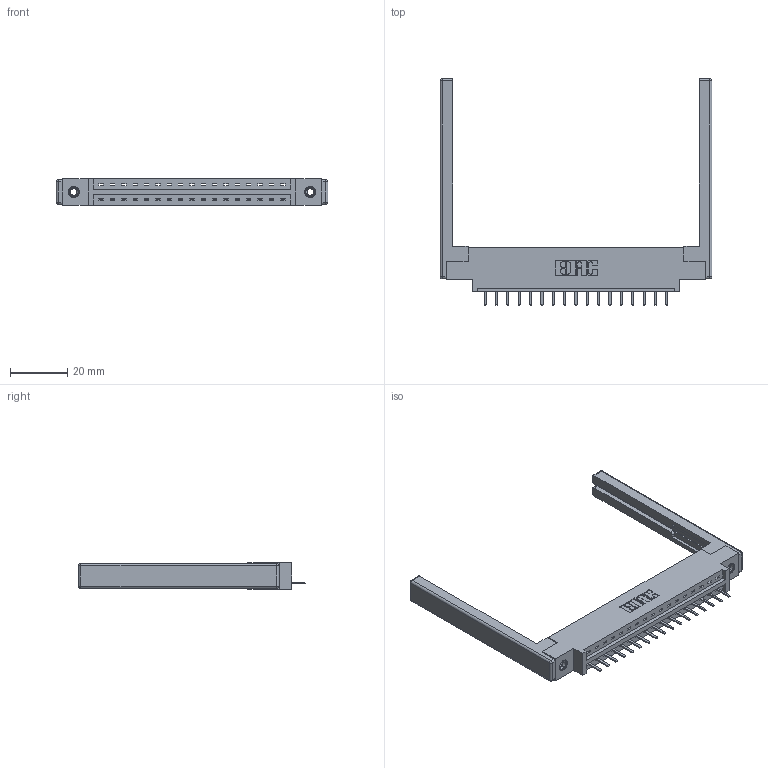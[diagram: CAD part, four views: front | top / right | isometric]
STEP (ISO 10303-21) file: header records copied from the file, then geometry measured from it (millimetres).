
FILE_DESCRIPTION (( 'STEP AP203' ), '1' );
FILE_NAME ('387-017-520-668.STEP', '2019-10-02T18:53:52', ( '' ), ( '' ), 'SwSTEP 2.0', 'SolidWorks 2016', '' );
FILE_SCHEMA (( 'CONFIG_CONTROL_DESIGN' ));
Length unit declared in the file: inch
Products named in the file (5): 345-250-001_345-250-001-102; 337 Part_0.170 Offset - 0.156 Dia-TI; 307-220-068; 387-017-520-668; 345-292-001_345-293-120
Assembly tree (22 placements, depth 2):
  387-017-520-668
    337 Part_0.170 Offset - 0.156 Dia-TI
    345-292-001_345-293-120  x17
    345-250-001_345-250-001-102  x2
    307-220-068  x2
Bounding box: 94.79 x 79.08 x 9.4 mm (x, y, z)
Volume: 13764.1 mm3; surface area: 13559.8 mm2
Topology: 22 solids, 22 shells, 1394 faces, 4045 edges, 2630 vertices
Faces by surface type: plane 978, cylinder 392, cone 12, sphere 8, torus 4
Entity records: 18876 total; most frequent: CARTESIAN_POINT 3254, ORIENTED_EDGE 3184, DIRECTION 2852, EDGE_CURVE 1592, VECTOR 1410, LINE 1410, VERTEX_POINT 1050, AXIS2_PLACEMENT_3D 721
